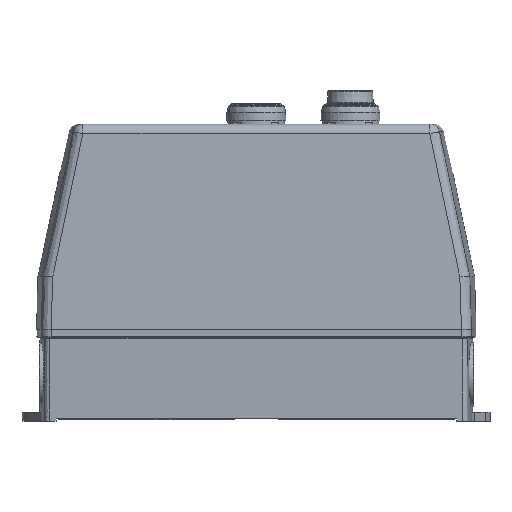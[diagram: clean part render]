
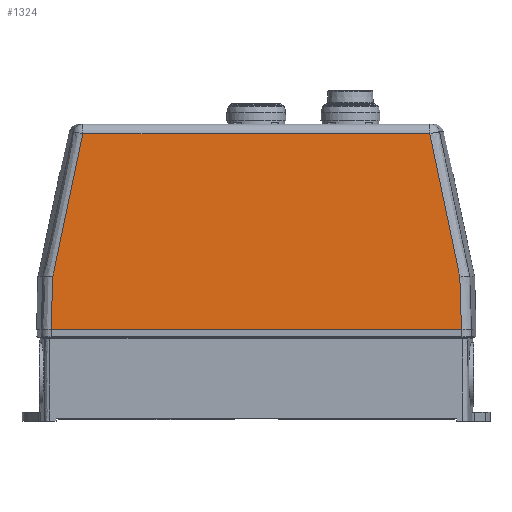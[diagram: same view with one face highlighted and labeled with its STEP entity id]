
A CAD part, front view. The second image highlights one B-rep face of the part: STEP entity #1324.
In plain terms, the highlighted planar face has unit normal (0, -0.999, 0.035).
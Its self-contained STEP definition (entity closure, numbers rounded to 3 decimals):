
#670=B_SPLINE_CURVE_WITH_KNOTS('',3,(#16636,#16637,#16638,#16639),
 .UNSPECIFIED.,.F.,.F.,(4,4),(0.,1.),.UNSPECIFIED.);
#671=B_SPLINE_CURVE_WITH_KNOTS('',3,(#16641,#16642,#16643,#16644),
 .UNSPECIFIED.,.F.,.F.,(4,4),(0.,1.),.UNSPECIFIED.);
#672=B_SPLINE_CURVE_WITH_KNOTS('',3,(#16648,#16649,#16650,#16651),
 .UNSPECIFIED.,.F.,.F.,(4,4),(0.,1.),.UNSPECIFIED.);
#673=B_SPLINE_CURVE_WITH_KNOTS('',3,(#16653,#16654,#16655,#16656),
 .UNSPECIFIED.,.F.,.F.,(4,4),(0.,1.),.UNSPECIFIED.);
#950=PLANE('',#9999);
#1324=ADVANCED_FACE('',(#1794),#950,.T.);
#1794=FACE_OUTER_BOUND('',#2262,.T.);
#2262=EDGE_LOOP('',(#5901,#5902,#5903,#5904,#5905,#5906));
#3064=LINE('',#16588,#3870);
#3065=LINE('',#16646,#3871);
#3870=VECTOR('',#12069,1.);
#3871=VECTOR('',#12088,1.);
#5901=ORIENTED_EDGE('',*,*,#8719,.F.);
#5902=ORIENTED_EDGE('',*,*,#8727,.F.);
#5903=ORIENTED_EDGE('',*,*,#8728,.F.);
#5904=ORIENTED_EDGE('',*,*,#8729,.T.);
#5905=ORIENTED_EDGE('',*,*,#8730,.F.);
#5906=ORIENTED_EDGE('',*,*,#8731,.F.);
#7253=VERTEX_POINT('',#16583);
#7255=VERTEX_POINT('',#16587);
#7258=VERTEX_POINT('',#16640);
#7259=VERTEX_POINT('',#16645);
#7260=VERTEX_POINT('',#16647);
#7261=VERTEX_POINT('',#16652);
#8719=EDGE_CURVE('',#7255,#7253,#3064,.T.);
#8727=EDGE_CURVE('',#7258,#7255,#670,.T.);
#8728=EDGE_CURVE('',#7259,#7258,#671,.T.);
#8729=EDGE_CURVE('',#7259,#7260,#3065,.T.);
#8730=EDGE_CURVE('',#7261,#7260,#672,.T.);
#8731=EDGE_CURVE('',#7253,#7261,#673,.T.);
#9999=AXIS2_PLACEMENT_3D('',#16657,#12089,#12090);
#12069=DIRECTION('',(1.,0.,0.));
#12088=DIRECTION('',(1.,0.,0.));
#12089=DIRECTION('',(0.,-0.999,0.035));
#12090=DIRECTION('',(-1.,0.,0.));
#16583=CARTESIAN_POINT('',(86.608,-51.589,97.674));
#16587=CARTESIAN_POINT('',(-86.608,-51.589,97.674));
#16588=CARTESIAN_POINT('',(53.483,-51.589,97.674));
#16636=CARTESIAN_POINT('',(-101.646,-54.088,26.109));
#16637=CARTESIAN_POINT('',(-96.634,-53.255,49.964));
#16638=CARTESIAN_POINT('',(-91.621,-52.422,73.819));
#16639=CARTESIAN_POINT('',(-86.608,-51.589,97.674));
#16640=CARTESIAN_POINT('',(-101.646,-54.088,26.109));
#16641=CARTESIAN_POINT('',(-102.471,-55.,0.));
#16642=CARTESIAN_POINT('',(-102.196,-54.696,8.703));
#16643=CARTESIAN_POINT('',(-101.922,-54.392,17.406));
#16644=CARTESIAN_POINT('',(-101.646,-54.088,26.109));
#16645=CARTESIAN_POINT('',(-102.471,-55.,0.));
#16646=CARTESIAN_POINT('',(106.966,-55.,0.));
#16647=CARTESIAN_POINT('',(102.471,-55.,0.));
#16648=CARTESIAN_POINT('',(101.646,-54.088,26.109));
#16649=CARTESIAN_POINT('',(101.922,-54.392,17.406));
#16650=CARTESIAN_POINT('',(102.196,-54.696,8.703));
#16651=CARTESIAN_POINT('',(102.471,-55.,0.));
#16652=CARTESIAN_POINT('',(101.646,-54.088,26.109));
#16653=CARTESIAN_POINT('',(86.608,-51.589,97.674));
#16654=CARTESIAN_POINT('',(91.621,-52.422,73.819));
#16655=CARTESIAN_POINT('',(96.634,-53.255,49.964));
#16656=CARTESIAN_POINT('',(101.646,-54.088,26.109));
#16657=CARTESIAN_POINT('',(106.966,-55.,0.));
